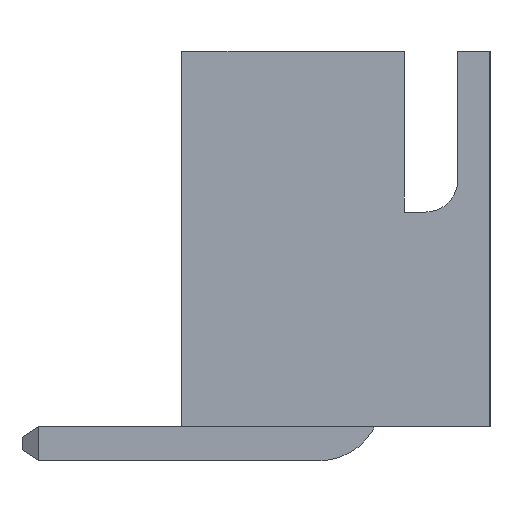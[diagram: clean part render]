
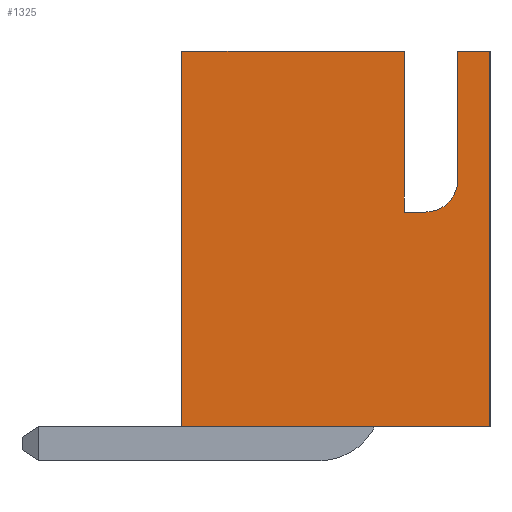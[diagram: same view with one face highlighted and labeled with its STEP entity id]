
A CAD part, left-side view. The second image highlights one B-rep face of the part: STEP entity #1325.
In plain terms, the highlighted planar face has unit normal (-1, 0, 0).
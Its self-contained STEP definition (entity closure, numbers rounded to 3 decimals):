
#158 = VERTEX_POINT('',#159);
#159 = CARTESIAN_POINT('',(-6.25,2.875,7.));
#165 = EDGE_CURVE('',#166,#158,#168,.T.);
#166 = VERTEX_POINT('',#167);
#167 = CARTESIAN_POINT('',(-6.25,2.875,0.));
#168 = LINE('',#169,#170);
#169 = CARTESIAN_POINT('',(-6.25,2.875,0.));
#170 = VECTOR('',#171,1.);
#171 = DIRECTION('',(0.,0.,1.));
#317 = EDGE_CURVE('',#158,#318,#320,.T.);
#318 = VERTEX_POINT('',#319);
#319 = CARTESIAN_POINT('',(-6.25,-1.275,7.));
#320 = LINE('',#321,#322);
#321 = CARTESIAN_POINT('',(-6.25,2.875,7.));
#322 = VECTOR('',#323,1.);
#323 = DIRECTION('',(0.,-1.,0.));
#471 = VERTEX_POINT('',#472);
#472 = CARTESIAN_POINT('',(-6.25,-2.275,4.6));
#478 = EDGE_CURVE('',#479,#471,#481,.T.);
#479 = VERTEX_POINT('',#480);
#480 = CARTESIAN_POINT('',(-6.25,-2.275,7.));
#481 = LINE('',#482,#483);
#482 = CARTESIAN_POINT('',(-6.25,-2.275,3.5));
#483 = VECTOR('',#484,1.);
#484 = DIRECTION('',(0.,0.,-1.));
#647 = VERTEX_POINT('',#648);
#648 = CARTESIAN_POINT('',(-6.25,-2.875,0.));
#656 = EDGE_CURVE('',#647,#657,#659,.T.);
#657 = VERTEX_POINT('',#658);
#658 = CARTESIAN_POINT('',(-6.25,-2.875,7.));
#659 = LINE('',#660,#661);
#660 = CARTESIAN_POINT('',(-6.25,-2.875,0.));
#661 = VECTOR('',#662,1.);
#662 = DIRECTION('',(0.,0.,1.));
#1315 = EDGE_CURVE('',#166,#647,#1316,.T.);
#1316 = LINE('',#1317,#1318);
#1317 = CARTESIAN_POINT('',(-6.25,2.875,0.));
#1318 = VECTOR('',#1319,1.);
#1319 = DIRECTION('',(0.,-1.,0.));
#1325 = ADVANCED_FACE('',(#1326),#1362,.F.);
#1326 = FACE_BOUND('',#1327,.F.);
#1327 = EDGE_LOOP('',(#1328,#1329,#1330,#1331,#1339,#1347,#1354,#1355,
    #1361));
#1328 = ORIENTED_EDGE('',*,*,#1315,.F.);
#1329 = ORIENTED_EDGE('',*,*,#165,.T.);
#1330 = ORIENTED_EDGE('',*,*,#317,.T.);
#1331 = ORIENTED_EDGE('',*,*,#1332,.F.);
#1332 = EDGE_CURVE('',#1333,#318,#1335,.T.);
#1333 = VERTEX_POINT('',#1334);
#1334 = CARTESIAN_POINT('',(-6.25,-1.275,4.));
#1335 = LINE('',#1336,#1337);
#1336 = CARTESIAN_POINT('',(-6.25,-1.275,2.));
#1337 = VECTOR('',#1338,1.);
#1338 = DIRECTION('',(0.,0.,1.));
#1339 = ORIENTED_EDGE('',*,*,#1340,.F.);
#1340 = EDGE_CURVE('',#1341,#1333,#1343,.T.);
#1341 = VERTEX_POINT('',#1342);
#1342 = CARTESIAN_POINT('',(-6.25,-1.675,4.));
#1343 = LINE('',#1344,#1345);
#1344 = CARTESIAN_POINT('',(-6.25,0.6,4.));
#1345 = VECTOR('',#1346,1.);
#1346 = DIRECTION('',(0.,1.,0.));
#1347 = ORIENTED_EDGE('',*,*,#1348,.F.);
#1348 = EDGE_CURVE('',#471,#1341,#1349,.T.);
#1349 = CIRCLE('',#1350,0.6);
#1350 = AXIS2_PLACEMENT_3D('',#1351,#1352,#1353);
#1351 = CARTESIAN_POINT('',(-6.25,-1.675,4.6));
#1352 = DIRECTION('',(1.,0.,0.));
#1353 = DIRECTION('',(0.,1.,0.));
#1354 = ORIENTED_EDGE('',*,*,#478,.F.);
#1355 = ORIENTED_EDGE('',*,*,#1356,.T.);
#1356 = EDGE_CURVE('',#479,#657,#1357,.T.);
#1357 = LINE('',#1358,#1359);
#1358 = CARTESIAN_POINT('',(-6.25,2.875,7.));
#1359 = VECTOR('',#1360,1.);
#1360 = DIRECTION('',(0.,-1.,0.));
#1361 = ORIENTED_EDGE('',*,*,#656,.F.);
#1362 = PLANE('',#1363);
#1363 = AXIS2_PLACEMENT_3D('',#1364,#1365,#1366);
#1364 = CARTESIAN_POINT('',(-6.25,2.875,0.));
#1365 = DIRECTION('',(1.,0.,0.));
#1366 = DIRECTION('',(0.,-1.,0.));
